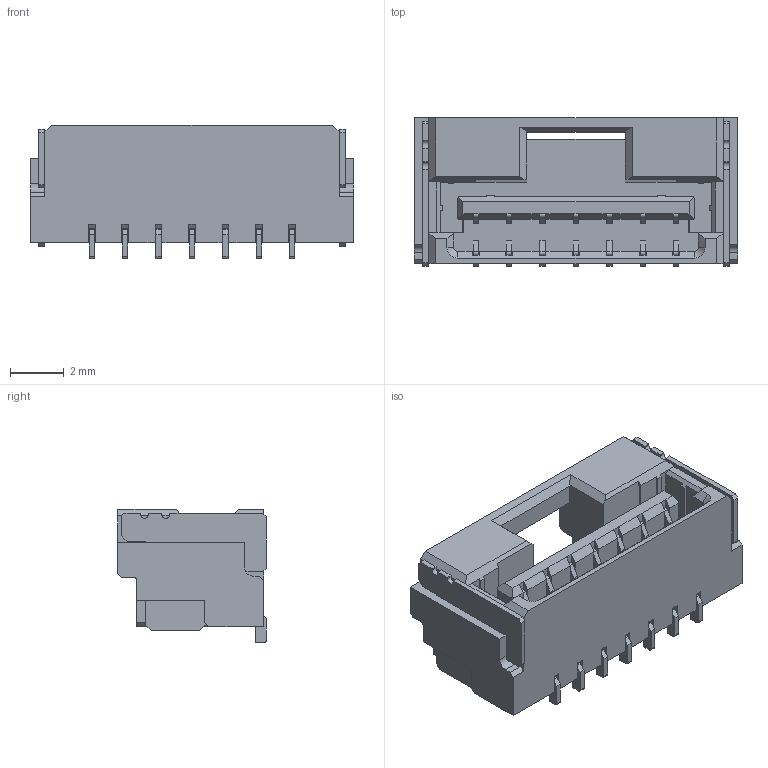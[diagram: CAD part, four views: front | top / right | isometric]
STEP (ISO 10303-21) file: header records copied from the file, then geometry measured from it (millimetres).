
FILE_DESCRIPTION((''),'2;1');
FILE_NAME('5023860770','2016-07-14T',('gsharma'),(''),'PRO/ENGINEER BY PARAMETRIC TECHNOLOGY CORPORATION, 2012310','PRO/ENGINEER BY PARAMETRIC TECHNOLOGY CORPORATION, 2012310','');
FILE_SCHEMA(('CONFIG_CONTROL_DESIGN'));
Length unit declared in the file: millimetre
Products named in the file (1): 5023860770
Bounding box: 12.1 x 5.55 x 5 mm (x, y, z)
Volume: 173.1 mm3; surface area: 512.5 mm2
Topology: 1 solids, 1 shells, 465 faces, 1403 edges, 938 vertices
Faces by surface type: plane 414, cylinder 49, cone 2
Entity records: 15483 total; most frequent: CARTESIAN_POINT 2797, ORIENTED_EDGE 2734, DIRECTION 2427, EDGE_CURVE 1367, VECTOR 1295, LINE 1295, VERTEX_POINT 902, AXIS2_PLACEMENT_3D 566
